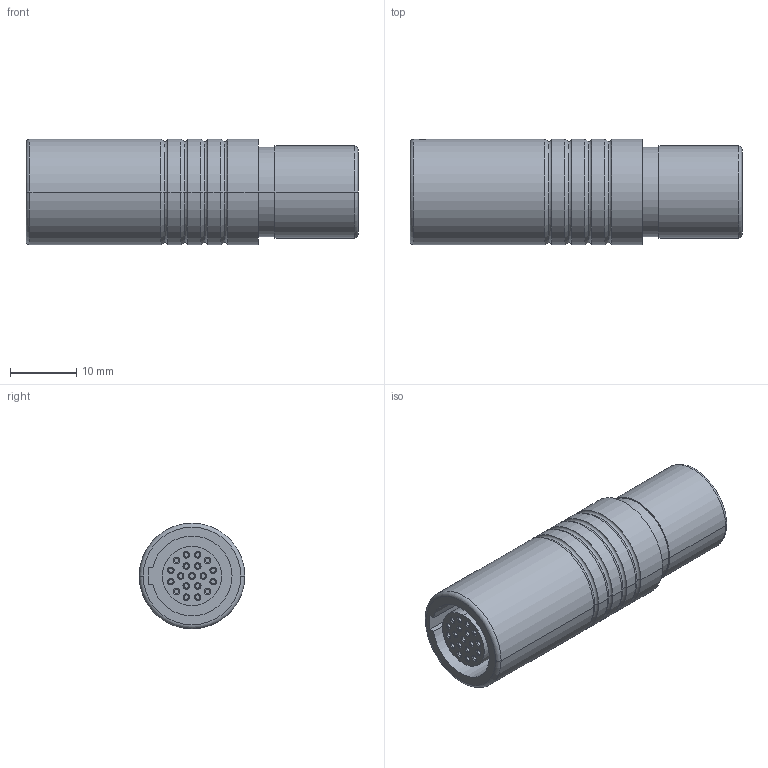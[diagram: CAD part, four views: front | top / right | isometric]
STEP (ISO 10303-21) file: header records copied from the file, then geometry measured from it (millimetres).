
FILE_DESCRIPTION((''),'2;1');
FILE_NAME('K32B0C-P19L','2020-09-04T07:44:56',('RTrager'),(''),'CREO PARAMETRIC BY PTC INC, 2018300','CREO PARAMETRIC BY PTC INC, 2018300','');
FILE_SCHEMA(('AP242_MANAGED_MODEL_BASED_3D_ENGINEERING_MIM_LF { 1 0 10303 442 1 1 4 }'));
Length unit declared in the file: millimetre
Products named in the file (1): K32B0C-P19L
Bounding box: 50 x 15.9 x 15.9 mm (x, y, z)
Volume: 6653.1 mm3; surface area: 5070.8 mm2
Topology: 1 solids, 1 shells, 343 faces, 810 edges, 514 vertices
Faces by surface type: cylinder 176, plane 79, cone 46, torus 30, bspline 12
Entity records: 17458 total; most frequent: CARTESIAN_POINT 3540, DIRECTION 1772, ORIENTED_EDGE 1620, PRESENTATION_STYLE_ASSIGNMENT 1092, STYLED_ITEM 814, CURVE_STYLE 810, EDGE_CURVE 810, AXIS2_PLACEMENT_3D 733
